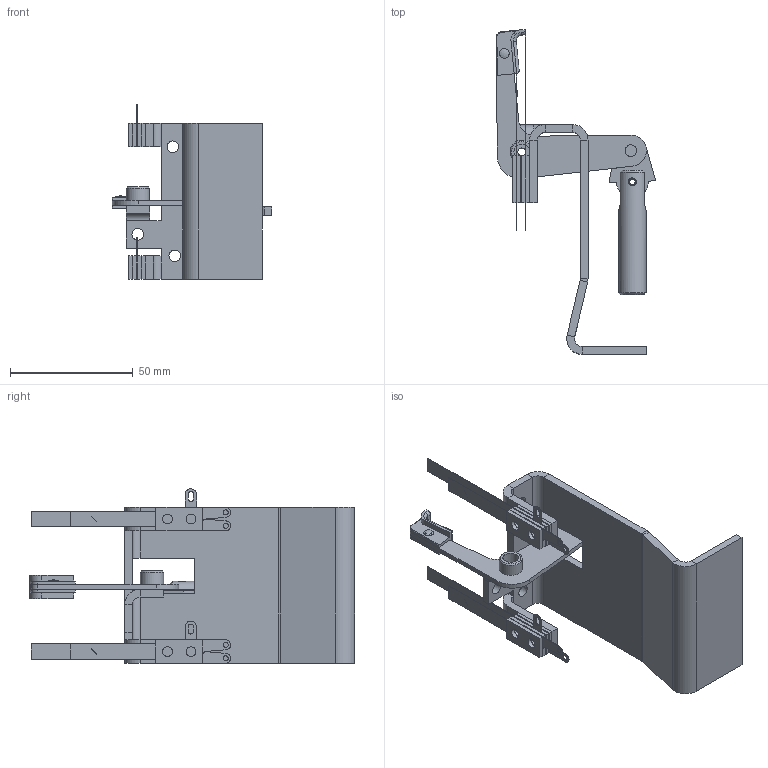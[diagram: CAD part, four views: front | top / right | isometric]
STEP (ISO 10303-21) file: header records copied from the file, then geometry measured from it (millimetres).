
FILE_DESCRIPTION(/* description */ (''),/* implementation_level */ '2;1');
FILE_NAME(/* name */ 'Stern Slingshot Assembly 500-5849-00.step',/* time_stamp */ '2020-05-06T15:26:08-04:00',/* author */ (''),/* organization */ (''),/* preprocessor_version */ 'ST-DEVELOPER v18.1',/* originating_system */ 'Autodesk Translation Framework v9.2.0.1227',/* authorisation */ '');
FILE_SCHEMA (('AUTOMOTIVE_DESIGN { 1 0 10303 214 3 1 1 }'));
Length unit declared in the file: inch
Products named in the file (18): 500-5849-00; Stern Sling Bracket; Kicker Arm Slingshot Assembly; BellCrank Arm; Bellcrank; BellCrank Pad; Bushing; Pivot Pin 1; Rivet; Plunger Link; Plunger5; Rollpin; Sling Leaf Switch; Sling Leaf Switch_1; Pop Bumper Switch Leaf A; Pop Bumper Switch Leaf B; Pop Bumper Switch Leaf D; Pop Bumper Switch Spacer 
Assembly tree (29 placements, depth 4):
  500-5849-00
    Stern Sling Bracket
    Kicker Arm Slingshot Assembly
      BellCrank Arm
        Bellcrank
        BellCrank Pad
        Bushing
        Pivot Pin 1
        Rivet
      Plunger Link
      Plunger5
      Rollpin
    Sling Leaf Switch
      Pop Bumper Switch Spacer   x5
      Pop Bumper Switch Leaf A
      Pop Bumper Switch Leaf B
      Pop Bumper Switch Leaf D
    Sling Leaf Switch_1
      Pop Bumper Switch Spacer   x5
      Pop Bumper Switch Leaf A
      Pop Bumper Switch Leaf B
      Pop Bumper Switch Leaf D
Bounding box: 64.97 x 132.45 x 71.12 mm (x, y, z)
Volume: 39976.7 mm3; surface area: 37195.9 mm2
Topology: 25 solids, 25 shells, 361 faces, 918 edges, 612 vertices
Faces by surface type: plane 235, cylinder 114, cone 6, torus 5, sphere 1
Full cylindrical faces by diameter (mm): 1.888 x1, 2.032 x4, 2.362 x4, 3.175 x3, 3.556 x1, 3.962 x33, 4.762 x6, 6.35 x2, 6.401 x1, 6.731 x1, 7.144 x1, 7.938 x1, 9.474 x1, 11.112 x1
Entity records: 7866 total; most frequent: CARTESIAN_POINT 1387, DIRECTION 1341, ORIENTED_EDGE 1180, EDGE_CURVE 590, AXIS2_PLACEMENT_3D 482, VERTEX_POINT 384, LINE 377, VECTOR 377
